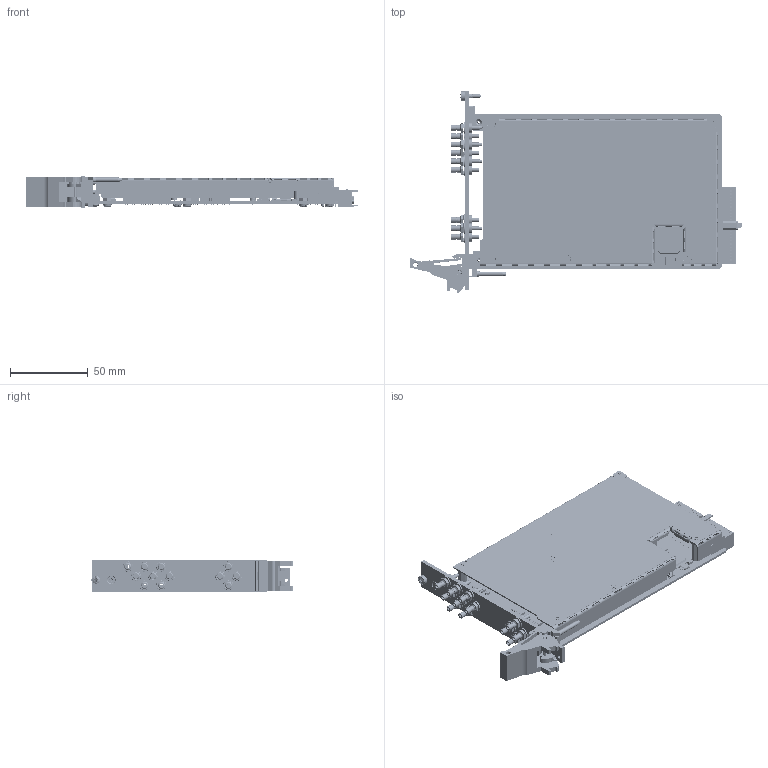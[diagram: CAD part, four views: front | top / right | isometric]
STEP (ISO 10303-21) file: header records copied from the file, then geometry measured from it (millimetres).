
FILE_DESCRIPTION (( 'STEP AP214' ), '1' );
FILE_NAME ('40-729-511 PXI 8x4 RF Matrix 50R SMB.STEP', '2013-09-05T10:19:04', ( 'admin' ), ( '' ), 'SwSTEP 2.0', 'SolidWorks 2012', '' );
FILE_SCHEMA (( 'AUTOMOTIVE_DESIGN' ));
Length unit declared in the file: millimetre
Products named in the file (1): 40-729-511 PXI 8x4 RF Matrix 50R SMB
Bounding box: 213.89 x 129.66 x 20 mm (x, y, z)
Surface area: 113243.3 mm2 (no closed solid volume)
Topology: 0 solids, 1227 shells, 4784 faces, 16320 edges, 12352 vertices
Faces by surface type: plane 2712, cylinder 1809, cone 105, bspline 104, torus 39, sphere 15
Full cylindrical faces by diameter (mm): 0.5 x630, 0.6 x110, 0.8 x6, 0.899 x72, 0.902 x1, 0.903 x12, 0.905 x13, 0.937 x15, 0.948 x64, 0.984 x18, 0.996 x4, 1.016 x144, 1.04 x2, 1.047 x172, 1.3 x19, 1.496 x2, 1.524 x6, 1.8 x10, 2 x20, 2.05 x2, 2.2 x7, 2.5 x2, 2.6 x12, 2.7 x1, 2.8 x1, 3 x3, 3.291 x12, 3.7 x24, 3.8 x4, 4.7 x1
Entity records: 228133 total; most frequent: CARTESIAN_POINT 44171, DIRECTION 27086, ORIENTED_EDGE 19855, EDGE_CURVE 13975, VERTEX_POINT 11558, AXIS2_PLACEMENT_3D 9345, LINE 8396, VECTOR 8396
